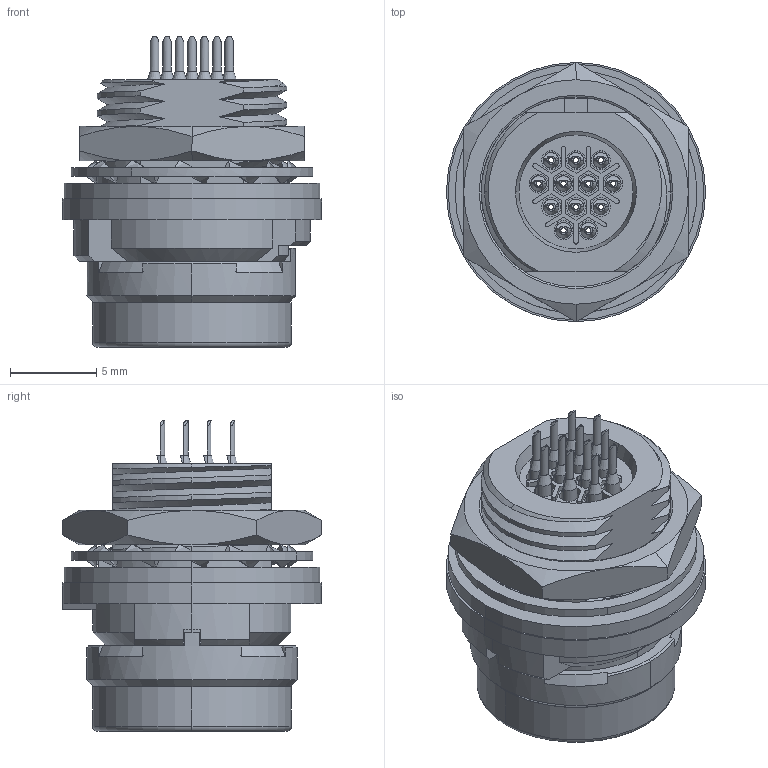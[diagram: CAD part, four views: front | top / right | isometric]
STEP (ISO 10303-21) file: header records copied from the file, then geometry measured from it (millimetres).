
FILE_DESCRIPTION(('OneSpaceDesigner STEP Export'),'2;1');
FILE_NAME('HR30-8R-12SD.stp','2008-03-05T21:17:51',(''),(''),'OneSpace Designer STEP processor for AP214 (Solid Model)','OneSpace Modeling 15.00A 14-Mar-2007 (C) CoCreate Software GmbH','');
FILE_SCHEMA(('AUTOMOTIVE_DESIGN { 1 0 10303 214 1 1 1 1 }'));
Length unit declared in the file: millimetre
Products named in the file (5): â¹°½; Êß¯·Ý; Ü¯¼¬°; ZpÅ¯Ä; HR30-8R-12SD
Assembly tree (4 placements, depth 2):
  HR30-8R-12SD
    ZpÅ¯Ä
    Ü¯¼¬°
    Êß¯·Ý
    â¹°½
Bounding box: 15 x 15.01 x 18 mm (x, y, z)
Volume: 1437 mm3; surface area: 2928.5 mm2
Topology: 16 solids, 16 shells, 805 faces, 1922 edges, 1173 vertices
Faces by surface type: plane 299, cylinder 296, cone 110, bspline 94, torus 6
Entity records: 26666 total; most frequent: CARTESIAN_POINT 10424, ORIENTED_EDGE 3892, DIRECTION 2536, EDGE_CURVE 1922, VERTEX_POINT 1173, EDGE_LOOP 907, AXIS2_PLACEMENT_3D 900, FACE_OUTER_BOUND 805
